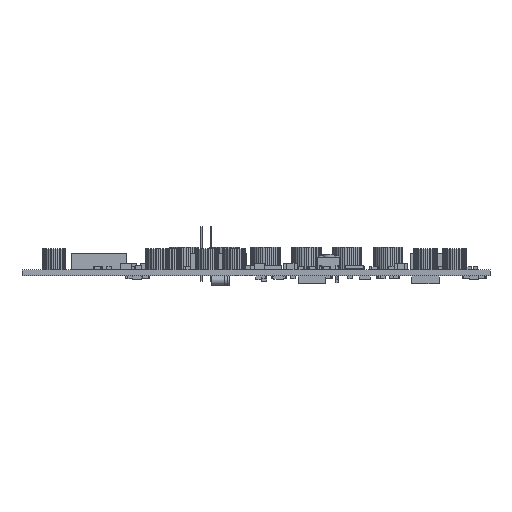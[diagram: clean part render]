
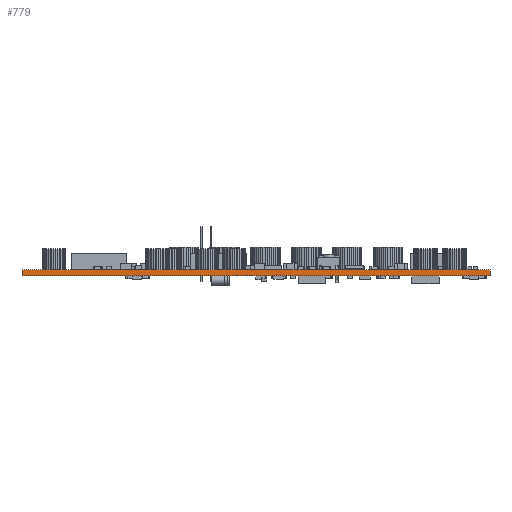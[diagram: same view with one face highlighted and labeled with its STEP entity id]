
A CAD part, front view. The second image highlights one B-rep face of the part: STEP entity #779.
In plain terms, the highlighted planar face has unit normal (0, -1, 0).
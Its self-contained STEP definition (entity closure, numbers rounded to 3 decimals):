
#516 = EDGE_CURVE('',#517,#519,#521,.T.);
#517 = VERTEX_POINT('',#518);
#518 = CARTESIAN_POINT('',(152.4,25.4,0.));
#519 = VERTEX_POINT('',#520);
#520 = CARTESIAN_POINT('',(152.4,25.4,1.575));
#521 = SURFACE_CURVE('',#522,(#526,#538),.PCURVE_S1.);
#522 = LINE('',#523,#524);
#523 = CARTESIAN_POINT('',(152.4,25.4,0.));
#524 = VECTOR('',#525,1.);
#525 = DIRECTION('',(0.,0.,1.));
#526 = PCURVE('',#527,#532);
#527 = PLANE('',#528);
#528 = AXIS2_PLACEMENT_3D('',#529,#530,#531);
#529 = CARTESIAN_POINT('',(152.4,25.4,0.));
#530 = DIRECTION('',(-1.,0.,0.));
#531 = DIRECTION('',(0.,1.,0.));
#532 = DEFINITIONAL_REPRESENTATION('',(#533),#537);
#533 = LINE('',#534,#535);
#534 = CARTESIAN_POINT('',(0.,0.));
#535 = VECTOR('',#536,1.);
#536 = DIRECTION('',(0.,-1.));
#537 = ( GEOMETRIC_REPRESENTATION_CONTEXT(2) 
PARAMETRIC_REPRESENTATION_CONTEXT() REPRESENTATION_CONTEXT('2D SPACE',''
  ) );
#538 = PCURVE('',#539,#544);
#539 = PLANE('',#540);
#540 = AXIS2_PLACEMENT_3D('',#541,#542,#543);
#541 = CARTESIAN_POINT('',(25.4,25.4,0.));
#542 = DIRECTION('',(0.,1.,0.));
#543 = DIRECTION('',(1.,0.,0.));
#544 = DEFINITIONAL_REPRESENTATION('',(#545),#549);
#545 = LINE('',#546,#547);
#546 = CARTESIAN_POINT('',(127.,0.));
#547 = VECTOR('',#548,1.);
#548 = DIRECTION('',(0.,-1.));
#549 = ( GEOMETRIC_REPRESENTATION_CONTEXT(2) 
PARAMETRIC_REPRESENTATION_CONTEXT() REPRESENTATION_CONTEXT('2D SPACE',''
  ) );
#567 = PLANE('',#568);
#568 = AXIS2_PLACEMENT_3D('',#569,#570,#571);
#569 = CARTESIAN_POINT('',(152.4,25.4,1.575));
#570 = DIRECTION('',(0.,0.,-1.));
#571 = DIRECTION('',(-1.,0.,0.));
#621 = PLANE('',#622);
#622 = AXIS2_PLACEMENT_3D('',#623,#624,#625);
#623 = CARTESIAN_POINT('',(152.4,25.4,0.));
#624 = DIRECTION('',(0.,0.,-1.));
#625 = DIRECTION('',(-1.,0.,0.));
#676 = PLANE('',#677);
#677 = AXIS2_PLACEMENT_3D('',#678,#679,#680);
#678 = CARTESIAN_POINT('',(25.4,177.8,0.));
#679 = DIRECTION('',(1.,0.,0.));
#680 = DIRECTION('',(0.,-1.,0.));
#714 = VERTEX_POINT('',#715);
#715 = CARTESIAN_POINT('',(25.4,25.4,1.575));
#736 = EDGE_CURVE('',#737,#714,#739,.T.);
#737 = VERTEX_POINT('',#738);
#738 = CARTESIAN_POINT('',(25.4,25.4,0.));
#739 = SURFACE_CURVE('',#740,(#744,#751),.PCURVE_S1.);
#740 = LINE('',#741,#742);
#741 = CARTESIAN_POINT('',(25.4,25.4,0.));
#742 = VECTOR('',#743,1.);
#743 = DIRECTION('',(0.,0.,1.));
#744 = PCURVE('',#676,#745);
#745 = DEFINITIONAL_REPRESENTATION('',(#746),#750);
#746 = LINE('',#747,#748);
#747 = CARTESIAN_POINT('',(152.4,0.));
#748 = VECTOR('',#749,1.);
#749 = DIRECTION('',(0.,-1.));
#750 = ( GEOMETRIC_REPRESENTATION_CONTEXT(2) 
PARAMETRIC_REPRESENTATION_CONTEXT() REPRESENTATION_CONTEXT('2D SPACE',''
  ) );
#751 = PCURVE('',#539,#752);
#752 = DEFINITIONAL_REPRESENTATION('',(#753),#757);
#753 = LINE('',#754,#755);
#754 = CARTESIAN_POINT('',(0.,0.));
#755 = VECTOR('',#756,1.);
#756 = DIRECTION('',(0.,-1.));
#757 = ( GEOMETRIC_REPRESENTATION_CONTEXT(2) 
PARAMETRIC_REPRESENTATION_CONTEXT() REPRESENTATION_CONTEXT('2D SPACE',''
  ) );
#779 = ADVANCED_FACE('',(#780),#539,.F.);
#780 = FACE_BOUND('',#781,.F.);
#781 = EDGE_LOOP('',(#782,#783,#804,#805));
#782 = ORIENTED_EDGE('',*,*,#736,.T.);
#783 = ORIENTED_EDGE('',*,*,#784,.T.);
#784 = EDGE_CURVE('',#714,#519,#785,.T.);
#785 = SURFACE_CURVE('',#786,(#790,#797),.PCURVE_S1.);
#786 = LINE('',#787,#788);
#787 = CARTESIAN_POINT('',(25.4,25.4,1.575));
#788 = VECTOR('',#789,1.);
#789 = DIRECTION('',(1.,0.,0.));
#790 = PCURVE('',#539,#791);
#791 = DEFINITIONAL_REPRESENTATION('',(#792),#796);
#792 = LINE('',#793,#794);
#793 = CARTESIAN_POINT('',(0.,-1.575));
#794 = VECTOR('',#795,1.);
#795 = DIRECTION('',(1.,0.));
#796 = ( GEOMETRIC_REPRESENTATION_CONTEXT(2) 
PARAMETRIC_REPRESENTATION_CONTEXT() REPRESENTATION_CONTEXT('2D SPACE',''
  ) );
#797 = PCURVE('',#567,#798);
#798 = DEFINITIONAL_REPRESENTATION('',(#799),#803);
#799 = LINE('',#800,#801);
#800 = CARTESIAN_POINT('',(127.,0.));
#801 = VECTOR('',#802,1.);
#802 = DIRECTION('',(-1.,0.));
#803 = ( GEOMETRIC_REPRESENTATION_CONTEXT(2) 
PARAMETRIC_REPRESENTATION_CONTEXT() REPRESENTATION_CONTEXT('2D SPACE',''
  ) );
#804 = ORIENTED_EDGE('',*,*,#516,.F.);
#805 = ORIENTED_EDGE('',*,*,#806,.F.);
#806 = EDGE_CURVE('',#737,#517,#807,.T.);
#807 = SURFACE_CURVE('',#808,(#812,#819),.PCURVE_S1.);
#808 = LINE('',#809,#810);
#809 = CARTESIAN_POINT('',(25.4,25.4,0.));
#810 = VECTOR('',#811,1.);
#811 = DIRECTION('',(1.,0.,0.));
#812 = PCURVE('',#539,#813);
#813 = DEFINITIONAL_REPRESENTATION('',(#814),#818);
#814 = LINE('',#815,#816);
#815 = CARTESIAN_POINT('',(0.,0.));
#816 = VECTOR('',#817,1.);
#817 = DIRECTION('',(1.,0.));
#818 = ( GEOMETRIC_REPRESENTATION_CONTEXT(2) 
PARAMETRIC_REPRESENTATION_CONTEXT() REPRESENTATION_CONTEXT('2D SPACE',''
  ) );
#819 = PCURVE('',#621,#820);
#820 = DEFINITIONAL_REPRESENTATION('',(#821),#825);
#821 = LINE('',#822,#823);
#822 = CARTESIAN_POINT('',(127.,0.));
#823 = VECTOR('',#824,1.);
#824 = DIRECTION('',(-1.,0.));
#825 = ( GEOMETRIC_REPRESENTATION_CONTEXT(2) 
PARAMETRIC_REPRESENTATION_CONTEXT() REPRESENTATION_CONTEXT('2D SPACE',''
  ) );
